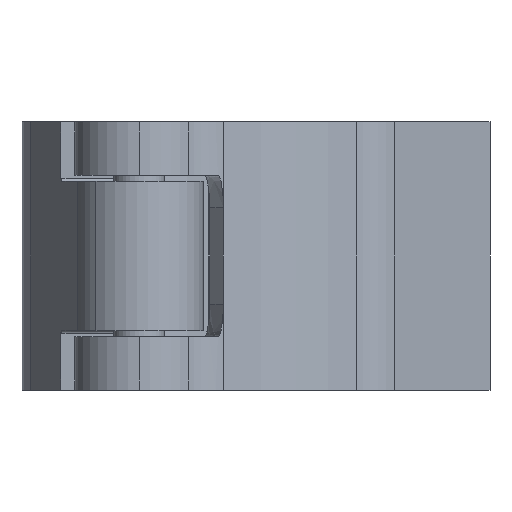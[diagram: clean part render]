
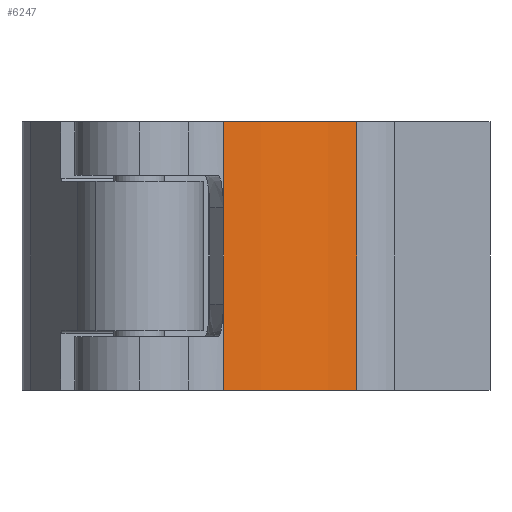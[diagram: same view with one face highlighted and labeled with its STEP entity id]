
A CAD part, left-side view. The second image highlights one B-rep face of the part: STEP entity #6247.
In plain terms, the highlighted cylindrical face has radius 40 mm (diameter 80 mm), a partial arc.
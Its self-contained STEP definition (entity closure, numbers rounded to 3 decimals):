
#146 = ORIENTED_EDGE ( 'NONE', *, *, #7068, .T. ) ;
#369 = CARTESIAN_POINT ( 'NONE',  ( -14.815, 49.556, 24.95 ) ) ;
#777 = DIRECTION ( 'NONE',  ( 0., 0., 1. ) ) ;
#1521 = LINE ( 'NONE', #369, #9016 ) ;
#1597 = EDGE_CURVE ( 'NONE', #1757, #2364, #2975, .T. ) ;
#1757 = VERTEX_POINT ( 'NONE', #4407 ) ;
#1812 = DIRECTION ( 'NONE',  ( 0., 0., -1. ) ) ;
#2154 = AXIS2_PLACEMENT_3D ( 'NONE', #3301, #3399, #8470 ) ;
#2364 = VERTEX_POINT ( 'NONE', #5201 ) ;
#2584 = VERTEX_POINT ( 'NONE', #4384 ) ;
#2602 = ORIENTED_EDGE ( 'NONE', *, *, #8162, .F. ) ;
#2975 = CIRCLE ( 'NONE', #2154, 40. ) ;
#3106 = LINE ( 'NONE', #6982, #3793 ) ;
#3301 = CARTESIAN_POINT ( 'NONE',  ( 25., 53.4, 24.95 ) ) ;
#3399 = DIRECTION ( 'NONE',  ( 0., 0., 1. ) ) ;
#3793 = VECTOR ( 'NONE', #4835, 1000. ) ;
#4337 = CIRCLE ( 'NONE', #5461, 40. ) ;
#4384 = CARTESIAN_POINT ( 'NONE',  ( -14.815, 49.556, -24.95 ) ) ;
#4407 = CARTESIAN_POINT ( 'NONE',  ( -14.815, 49.556, 24.95 ) ) ;
#4835 = DIRECTION ( 'NONE',  ( 0., 0., -1. ) ) ;
#4927 = EDGE_LOOP ( 'NONE', ( #146, #2602, #6758, #8501 ) ) ;
#5089 = FACE_OUTER_BOUND ( 'NONE', #4927, .T. ) ;
#5201 = CARTESIAN_POINT ( 'NONE',  ( -3., 24.834, 24.95 ) ) ;
#5461 = AXIS2_PLACEMENT_3D ( 'NONE', #8107, #777, #5809 ) ;
#5809 = DIRECTION ( 'NONE',  ( 1., 0., 0. ) ) ;
#5908 = AXIS2_PLACEMENT_3D ( 'NONE', #8391, #9197, #7659 ) ;
#6247 = ADVANCED_FACE ( 'NONE', ( #5089 ), #8063, .T. ) ;
#6758 = ORIENTED_EDGE ( 'NONE', *, *, #1597, .F. ) ;
#6982 = CARTESIAN_POINT ( 'NONE',  ( -3., 24.834, 24.95 ) ) ;
#7068 = EDGE_CURVE ( 'NONE', #2584, #7818, #4337, .T. ) ;
#7659 = DIRECTION ( 'NONE',  ( -1., 0., 0. ) ) ;
#7818 = VERTEX_POINT ( 'NONE', #7877 ) ;
#7877 = CARTESIAN_POINT ( 'NONE',  ( -3., 24.834, -24.95 ) ) ;
#8056 = EDGE_CURVE ( 'NONE', #1757, #2584, #1521, .T. ) ;
#8063 = CYLINDRICAL_SURFACE ( 'NONE', #5908, 40. ) ;
#8107 = CARTESIAN_POINT ( 'NONE',  ( 25., 53.4, -24.95 ) ) ;
#8162 = EDGE_CURVE ( 'NONE', #2364, #7818, #3106, .T. ) ;
#8391 = CARTESIAN_POINT ( 'NONE',  ( 25., 53.4, 24.95 ) ) ;
#8470 = DIRECTION ( 'NONE',  ( 1., 0., 0. ) ) ;
#8501 = ORIENTED_EDGE ( 'NONE', *, *, #8056, .T. ) ;
#9016 = VECTOR ( 'NONE', #1812, 1000. ) ;
#9197 = DIRECTION ( 'NONE',  ( 0., 0., -1. ) ) ;
